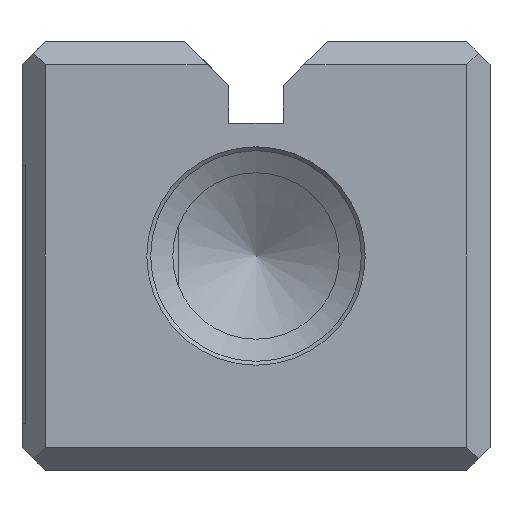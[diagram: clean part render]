
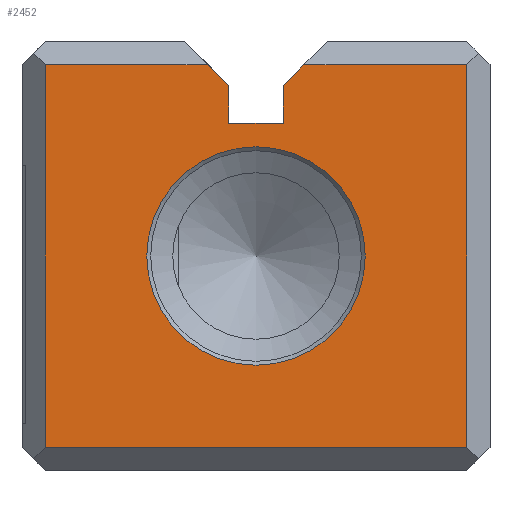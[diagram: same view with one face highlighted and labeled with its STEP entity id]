
A CAD part, front view. The second image highlights one B-rep face of the part: STEP entity #2452.
In plain terms, the highlighted planar face has unit normal (0, -1, 0).
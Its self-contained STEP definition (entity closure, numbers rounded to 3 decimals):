
#2452=ADVANCED_FACE('',(#3337,#3338),#2821,.T.);
#2821=PLANE('',#8631);
#3065=CIRCLE('',#8630,1.4);
#3337=FACE_BOUND('',#3515,.T.);
#3338=FACE_BOUND('',#3516,.T.);
#3515=EDGE_LOOP('',(#4203,#4204,#4205,#4206,#4207,#4208,#4209,#4210,#4211,
#4212));
#3516=EDGE_LOOP('',(#4213));
#4203=ORIENTED_EDGE('',*,*,#6640,.T.);
#4204=ORIENTED_EDGE('',*,*,#6641,.F.);
#4205=ORIENTED_EDGE('',*,*,#6642,.F.);
#4206=ORIENTED_EDGE('',*,*,#6643,.F.);
#4207=ORIENTED_EDGE('',*,*,#6644,.T.);
#4208=ORIENTED_EDGE('',*,*,#6645,.T.);
#4209=ORIENTED_EDGE('',*,*,#6646,.T.);
#4210=ORIENTED_EDGE('',*,*,#6647,.T.);
#4211=ORIENTED_EDGE('',*,*,#6648,.T.);
#4212=ORIENTED_EDGE('',*,*,#6649,.F.);
#4213=ORIENTED_EDGE('',*,*,#6650,.T.);
#6013=VERTEX_POINT('',#11051);
#6014=VERTEX_POINT('',#11052);
#6015=VERTEX_POINT('',#11054);
#6016=VERTEX_POINT('',#11056);
#6017=VERTEX_POINT('',#11058);
#6018=VERTEX_POINT('',#11060);
#6019=VERTEX_POINT('',#11062);
#6020=VERTEX_POINT('',#11064);
#6021=VERTEX_POINT('',#11066);
#6022=VERTEX_POINT('',#11068);
#6023=VERTEX_POINT('',#11071);
#6640=EDGE_CURVE('',#6013,#6014,#7458,.T.);
#6641=EDGE_CURVE('',#6015,#6014,#7459,.T.);
#6642=EDGE_CURVE('',#6016,#6015,#7460,.T.);
#6643=EDGE_CURVE('',#6017,#6016,#7461,.T.);
#6644=EDGE_CURVE('',#6017,#6018,#7462,.T.);
#6645=EDGE_CURVE('',#6018,#6019,#7463,.T.);
#6646=EDGE_CURVE('',#6019,#6020,#7464,.T.);
#6647=EDGE_CURVE('',#6020,#6021,#7465,.T.);
#6648=EDGE_CURVE('',#6021,#6022,#7466,.T.);
#6649=EDGE_CURVE('',#6013,#6022,#7467,.T.);
#6650=EDGE_CURVE('',#6023,#6023,#3065,.T.);
#7458=LINE('',#11050,#8118);
#7459=LINE('',#11053,#8119);
#7460=LINE('',#11055,#8120);
#7461=LINE('',#11057,#8121);
#7462=LINE('',#11059,#8122);
#7463=LINE('',#11061,#8123);
#7464=LINE('',#11063,#8124);
#7465=LINE('',#11065,#8125);
#7466=LINE('',#11067,#8126);
#7467=LINE('',#11069,#8127);
#8118=VECTOR('',#9153,1.);
#8119=VECTOR('',#9154,1.);
#8120=VECTOR('',#9155,1.);
#8121=VECTOR('',#9156,1.);
#8122=VECTOR('',#9157,1.);
#8123=VECTOR('',#9158,1.);
#8124=VECTOR('',#9159,1.);
#8125=VECTOR('',#9160,1.);
#8126=VECTOR('',#9161,1.);
#8127=VECTOR('',#9162,1.);
#8630=AXIS2_PLACEMENT_3D('',#11070,#9163,#9164);
#8631=AXIS2_PLACEMENT_3D('',#11072,#9165,#9166);
#9153=DIRECTION('',(0.,0.,-1.));
#9154=DIRECTION('',(1.,0.,0.));
#9155=DIRECTION('',(0.,0.,-1.));
#9156=DIRECTION('',(0.707,0.,-0.707));
#9157=DIRECTION('',(-1.,0.,0.));
#9158=DIRECTION('',(0.,0.,-1.));
#9159=DIRECTION('',(1.,0.,0.));
#9160=DIRECTION('',(0.,0.,1.));
#9161=DIRECTION('',(-1.,0.,0.));
#9162=DIRECTION('',(0.707,0.,0.707));
#9163=DIRECTION('',(0.,1.,0.));
#9164=DIRECTION('',(0.,0.,1.));
#9165=DIRECTION('',(0.,-1.,0.));
#9166=DIRECTION('',(0.,0.,1.));
#11050=CARTESIAN_POINT('',(3.35,0.,4.45));
#11051=CARTESIAN_POINT('',(3.35,0.,4.936));
#11052=CARTESIAN_POINT('',(3.35,0.,4.45));
#11053=CARTESIAN_POINT('',(2.65,0.,4.45));
#11054=CARTESIAN_POINT('',(2.65,0.,4.45));
#11055=CARTESIAN_POINT('',(2.65,0.,4.45));
#11056=CARTESIAN_POINT('',(2.65,0.,4.936));
#11057=CARTESIAN_POINT('',(2.086,0.,5.5));
#11058=CARTESIAN_POINT('',(2.386,0.,5.2));
#11059=CARTESIAN_POINT('',(3.,0.,5.2));
#11060=CARTESIAN_POINT('',(0.3,0.,5.2));
#11061=CARTESIAN_POINT('',(0.3,0.,0.));
#11062=CARTESIAN_POINT('',(0.3,0.,0.3));
#11063=CARTESIAN_POINT('',(3.,0.,0.3));
#11064=CARTESIAN_POINT('',(5.7,0.,0.3));
#11065=CARTESIAN_POINT('',(5.7,0.,0.));
#11066=CARTESIAN_POINT('',(5.7,0.,5.2));
#11067=CARTESIAN_POINT('',(3.,0.,5.2));
#11068=CARTESIAN_POINT('',(3.614,0.,5.2));
#11069=CARTESIAN_POINT('',(3.,0.,4.586));
#11070=CARTESIAN_POINT('',(3.,0.,2.75));
#11071=CARTESIAN_POINT('',(3.,0.,4.15));
#11072=CARTESIAN_POINT('',(3.,0.,0.));
